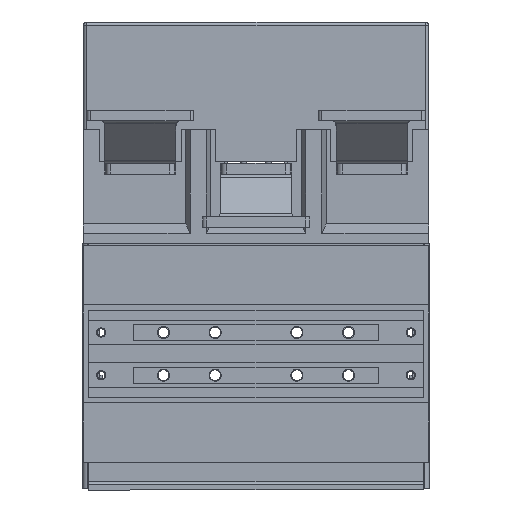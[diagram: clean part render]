
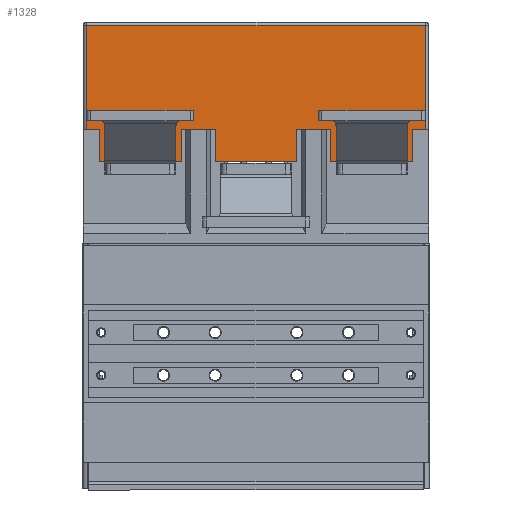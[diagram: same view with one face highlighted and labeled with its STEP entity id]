
A CAD part, front view. The second image highlights one B-rep face of the part: STEP entity #1328.
In plain terms, the highlighted planar face has unit normal (0, -1, 0).
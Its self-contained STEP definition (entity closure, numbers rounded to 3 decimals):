
#815=FACE_OUTER_BOUND('',#3132,.T.);
#1328=ADVANCED_FACE('',(#815),#1743,.F.);
#1743=PLANE('',#15753);
#3132=EDGE_LOOP('',(#6311,#6312,#6313,#6314,#6315,#6316,#6317,#6318,#6319,
#6320,#6321,#6322,#6323,#6324,#6325,#6326));
#6311=ORIENTED_EDGE('',*,*,#10990,.T.);
#6312=ORIENTED_EDGE('',*,*,#10964,.T.);
#6313=ORIENTED_EDGE('',*,*,#10979,.T.);
#6314=ORIENTED_EDGE('',*,*,#10976,.T.);
#6315=ORIENTED_EDGE('',*,*,#10991,.T.);
#6316=ORIENTED_EDGE('',*,*,#10992,.T.);
#6317=ORIENTED_EDGE('',*,*,#10993,.T.);
#6318=ORIENTED_EDGE('',*,*,#10994,.T.);
#6319=ORIENTED_EDGE('',*,*,#10995,.T.);
#6320=ORIENTED_EDGE('',*,*,#10996,.T.);
#6321=ORIENTED_EDGE('',*,*,#10997,.T.);
#6322=ORIENTED_EDGE('',*,*,#10998,.T.);
#6323=ORIENTED_EDGE('',*,*,#10999,.T.);
#6324=ORIENTED_EDGE('',*,*,#11000,.T.);
#6325=ORIENTED_EDGE('',*,*,#11001,.T.);
#6326=ORIENTED_EDGE('',*,*,#11002,.T.);
#8871=VERTEX_POINT('',#23808);
#8872=VERTEX_POINT('',#23810);
#8876=VERTEX_POINT('',#23828);
#8878=VERTEX_POINT('',#23832);
#8883=VERTEX_POINT('',#23860);
#8884=VERTEX_POINT('',#23862);
#8885=VERTEX_POINT('',#23864);
#8886=VERTEX_POINT('',#23866);
#8887=VERTEX_POINT('',#23868);
#8888=VERTEX_POINT('',#23870);
#8889=VERTEX_POINT('',#23872);
#8890=VERTEX_POINT('',#23874);
#8891=VERTEX_POINT('',#23876);
#8892=VERTEX_POINT('',#23878);
#8893=VERTEX_POINT('',#23880);
#8894=VERTEX_POINT('',#23882);
#10964=EDGE_CURVE('',#8872,#8871,#12733,.T.);
#10976=EDGE_CURVE('',#8876,#8878,#12736,.T.);
#10979=EDGE_CURVE('',#8871,#8876,#12737,.T.);
#10990=EDGE_CURVE('',#8883,#8872,#12744,.T.);
#10991=EDGE_CURVE('',#8878,#8884,#12745,.T.);
#10992=EDGE_CURVE('',#8884,#8885,#12746,.T.);
#10993=EDGE_CURVE('',#8885,#8886,#12747,.T.);
#10994=EDGE_CURVE('',#8886,#8887,#12748,.T.);
#10995=EDGE_CURVE('',#8887,#8888,#12749,.T.);
#10996=EDGE_CURVE('',#8888,#8889,#12750,.T.);
#10997=EDGE_CURVE('',#8889,#8890,#12751,.T.);
#10998=EDGE_CURVE('',#8890,#8891,#12752,.T.);
#10999=EDGE_CURVE('',#8891,#8892,#12753,.T.);
#11000=EDGE_CURVE('',#8892,#8893,#12754,.T.);
#11001=EDGE_CURVE('',#8893,#8894,#12755,.T.);
#11002=EDGE_CURVE('',#8894,#8883,#12756,.T.);
#12733=LINE('',#23809,#14243);
#12736=LINE('',#23833,#14246);
#12737=LINE('',#23839,#14247);
#12744=LINE('',#23859,#14254);
#12745=LINE('',#23861,#14255);
#12746=LINE('',#23863,#14256);
#12747=LINE('',#23865,#14257);
#12748=LINE('',#23867,#14258);
#12749=LINE('',#23869,#14259);
#12750=LINE('',#23871,#14260);
#12751=LINE('',#23873,#14261);
#12752=LINE('',#23875,#14262);
#12753=LINE('',#23877,#14263);
#12754=LINE('',#23879,#14264);
#12755=LINE('',#23881,#14265);
#12756=LINE('',#23883,#14266);
#14243=VECTOR('',#18746,1.);
#14246=VECTOR('',#18777,1.);
#14247=VECTOR('',#18786,1.);
#14254=VECTOR('',#18813,1.);
#14255=VECTOR('',#18814,1.);
#14256=VECTOR('',#18815,1.);
#14257=VECTOR('',#18816,1.);
#14258=VECTOR('',#18817,1.);
#14259=VECTOR('',#18818,1.);
#14260=VECTOR('',#18819,1.);
#14261=VECTOR('',#18820,1.);
#14262=VECTOR('',#18821,1.);
#14263=VECTOR('',#18822,1.);
#14264=VECTOR('',#18823,1.);
#14265=VECTOR('',#18824,1.);
#14266=VECTOR('',#18825,1.);
#15753=AXIS2_PLACEMENT_3D('',#23884,#18826,#18827);
#18746=DIRECTION('',(0.,0.,1.));
#18777=DIRECTION('',(0.,0.,-1.));
#18786=DIRECTION('',(-1.,0.,0.));
#18813=DIRECTION('',(1.,0.,0.));
#18814=DIRECTION('',(1.,0.,0.));
#18815=DIRECTION('',(0.,0.,-1.));
#18816=DIRECTION('',(1.,0.,0.));
#18817=DIRECTION('',(0.,0.,1.));
#18818=DIRECTION('',(1.,0.,0.));
#18819=DIRECTION('',(0.,0.,-1.));
#18820=DIRECTION('',(1.,0.,0.));
#18821=DIRECTION('',(0.,0.,1.));
#18822=DIRECTION('',(1.,0.,0.));
#18823=DIRECTION('',(0.,0.,-1.));
#18824=DIRECTION('',(1.,0.,0.));
#18825=DIRECTION('',(0.,0.,1.));
#18826=DIRECTION('',(0.,1.,0.));
#18827=DIRECTION('',(0.,0.,1.));
#23808=CARTESIAN_POINT('',(95.,-86.,260.));
#23809=CARTESIAN_POINT('',(95.,-86.,260.));
#23810=CARTESIAN_POINT('',(95.,-86.,201.5));
#23828=CARTESIAN_POINT('',(-95.,-86.,260.));
#23832=CARTESIAN_POINT('',(-95.,-86.,201.5));
#23833=CARTESIAN_POINT('',(-95.,-86.,262.));
#23839=CARTESIAN_POINT('',(-97.,-86.,260.));
#23859=CARTESIAN_POINT('',(-97.,-86.,201.5));
#23860=CARTESIAN_POINT('',(88.,-86.,201.5));
#23861=CARTESIAN_POINT('',(-97.,-86.,201.5));
#23862=CARTESIAN_POINT('',(-88.,-86.,201.5));
#23863=CARTESIAN_POINT('',(-88.,-86.,183.5));
#23864=CARTESIAN_POINT('',(-88.,-86.,183.5));
#23865=CARTESIAN_POINT('',(-42.,-86.,183.5));
#23866=CARTESIAN_POINT('',(-42.,-86.,183.5));
#23867=CARTESIAN_POINT('',(-42.,-86.,183.5));
#23868=CARTESIAN_POINT('',(-42.,-86.,201.5));
#23869=CARTESIAN_POINT('',(-97.,-86.,201.5));
#23870=CARTESIAN_POINT('',(-23.,-86.,201.5));
#23871=CARTESIAN_POINT('',(-23.,-86.,183.5));
#23872=CARTESIAN_POINT('',(-23.,-86.,183.5));
#23873=CARTESIAN_POINT('',(23.,-86.,183.5));
#23874=CARTESIAN_POINT('',(23.,-86.,183.5));
#23875=CARTESIAN_POINT('',(23.,-86.,183.5));
#23876=CARTESIAN_POINT('',(23.,-86.,201.5));
#23877=CARTESIAN_POINT('',(-97.,-86.,201.5));
#23878=CARTESIAN_POINT('',(42.,-86.,201.5));
#23879=CARTESIAN_POINT('',(42.,-86.,183.5));
#23880=CARTESIAN_POINT('',(42.,-86.,183.5));
#23881=CARTESIAN_POINT('',(88.,-86.,183.5));
#23882=CARTESIAN_POINT('',(88.,-86.,183.5));
#23883=CARTESIAN_POINT('',(88.,-86.,183.5));
#23884=CARTESIAN_POINT('',(-97.,-86.,262.));
